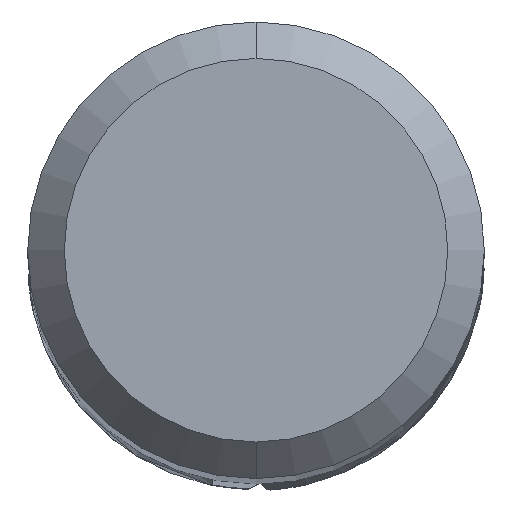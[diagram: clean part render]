
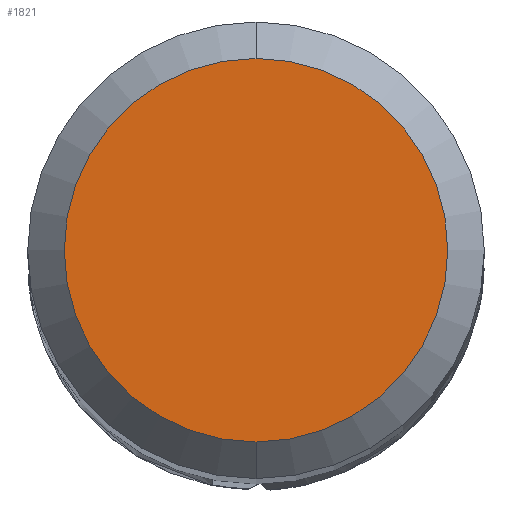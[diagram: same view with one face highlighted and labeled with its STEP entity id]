
A CAD part, top view. The second image highlights one B-rep face of the part: STEP entity #1821.
In plain terms, the highlighted planar face has unit normal (0, 0, 1).
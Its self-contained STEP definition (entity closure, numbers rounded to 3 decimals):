
#849=EDGE_CURVE('',#1109,#1069,#2290,.T.);
#1069=VERTEX_POINT('',#2529);
#1109=VERTEX_POINT('',#2571);
#1821=ADVANCED_FACE('',(#3346),#3347,.T.);
#2017=EDGE_CURVE('',#1069,#1109,#3559,.T.);
#2290=CIRCLE('',#4344,2.1);
#2529=CARTESIAN_POINT('',(0.,-2.1,0.0));
#2571=CARTESIAN_POINT('',(0.0,2.1,0.0));
#3346=FACE_OUTER_BOUND('',#10398,.T.);
#3347=PLANE('',#10399);
#3559=CIRCLE('',#11322,2.1);
#4344=AXIS2_PLACEMENT_3D('',#12218,#12219,#12220);
#10398=EDGE_LOOP('',(#13315,#13316));
#10399=AXIS2_PLACEMENT_3D('',#13317,#13318,#13319);
#11322=AXIS2_PLACEMENT_3D('',#13527,#13528,#13529);
#12218=CARTESIAN_POINT('',(0.0,0.0,0.0));
#12219=DIRECTION('',(0.0,0.0,-1.0));
#12220=DIRECTION('',(0.0,1.0,0.0));
#13315=ORIENTED_EDGE('',*,*,#849,.F.);
#13316=ORIENTED_EDGE('',*,*,#2017,.F.);
#13317=CARTESIAN_POINT('',(0.0,1.05,0.0));
#13318=DIRECTION('',(-0.0,0.0,1.0));
#13319=DIRECTION('',(0.0,-1.0,0.0));
#13527=CARTESIAN_POINT('',(0.0,0.0,0.0));
#13528=DIRECTION('',(0.0,0.0,-1.0));
#13529=DIRECTION('',(0.0,1.0,0.0));
